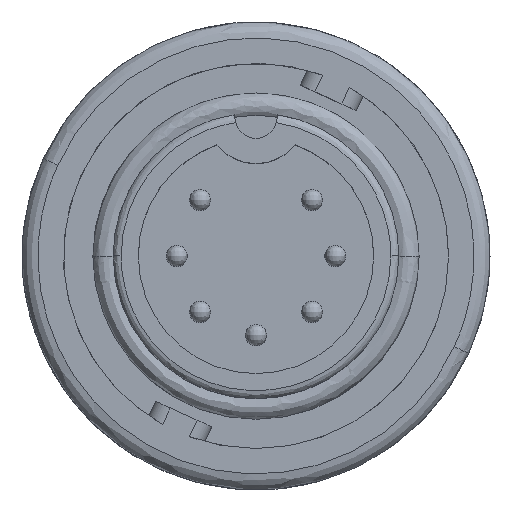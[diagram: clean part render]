
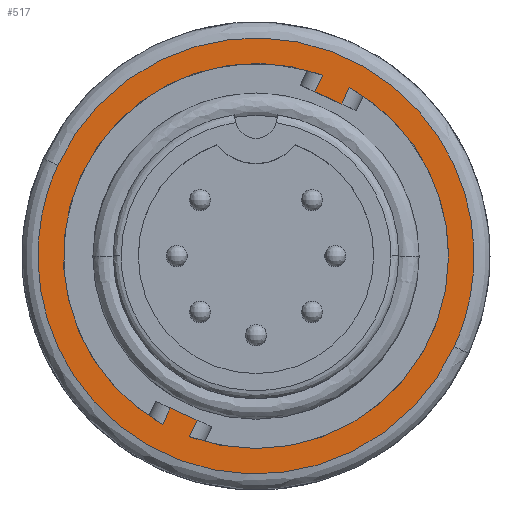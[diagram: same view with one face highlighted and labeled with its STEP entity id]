
A CAD part, top view. The second image highlights one B-rep face of the part: STEP entity #517.
In plain terms, the highlighted planar face has unit normal (0, 0, 1).
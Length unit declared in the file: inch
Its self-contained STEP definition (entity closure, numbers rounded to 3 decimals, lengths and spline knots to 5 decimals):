
#517 = ADVANCED_FACE ( 'NONE', ( #6747, #6643 ), #3618, .T. ) ;
#842 = VERTEX_POINT ( 'NONE', #15461 ) ;
#982 = VERTEX_POINT ( 'NONE', #15373 ) ;
#1102 = VERTEX_POINT ( 'NONE', #16298 ) ;
#1398 = VERTEX_POINT ( 'NONE', #9494 ) ;
#1399 = VERTEX_POINT ( 'NONE', #9493 ) ;
#1554 = VERTEX_POINT ( 'NONE', #9408 ) ;
#1609 = VERTEX_POINT ( 'NONE', #9378 ) ;
#1622 = VERTEX_POINT ( 'NONE', #9369 ) ;
#1632 = VERTEX_POINT ( 'NONE', #9361 ) ;
#1653 = VERTEX_POINT ( 'NONE', #9348 ) ;
#1842 = VERTEX_POINT ( 'NONE', #9246 ) ;
#1928 = LINE ( 'NONE', #13605, #16982 ) ;
#1938 = LINE ( 'NONE', #8730, #16953 ) ;
#1961 = LINE ( 'NONE', #9066, #16583 ) ;
#1991 = LINE ( 'NONE', #13900, #16964 ) ;
#1999 = LINE ( 'NONE', #8738, #16563 ) ;
#2003 = LINE ( 'NONE', #8752, #16436 ) ;
#2785 = EDGE_LOOP ( 'NONE', ( #12334, #12221 ) ) ;
#2874 = EDGE_LOOP ( 'NONE', ( #12367, #12186, #12236, #12264, #12391, #12379, #12436, #12413, #12333 ) ) ;
#3615 = DIRECTION ( 'NONE',  ( 1., 0., 0. ) ) ;
#3616 = DIRECTION ( 'NONE',  ( 0., 0., 1. ) ) ;
#3617 = CARTESIAN_POINT ( 'NONE',  ( 0., 0., -0.08324 ) ) ;
#3618 = PLANE ( 'NONE',  #16851 ) ;
#6643 = FACE_BOUND ( 'NONE', #2874, .T. ) ;
#6747 = FACE_OUTER_BOUND ( 'NONE', #2785, .T. ) ;
#8729 = DIRECTION ( 'NONE',  ( 0.416, 0.909, 0. ) ) ;
#8730 = CARTESIAN_POINT ( 'NONE',  ( 0.16027, 0.28407, -0.08324 ) ) ;
#8737 = DIRECTION ( 'NONE',  ( -0.416, -0.909, 0. ) ) ;
#8738 = CARTESIAN_POINT ( 'NONE',  ( -0.16027, -0.28407, -0.08324 ) ) ;
#8751 = DIRECTION ( 'NONE',  ( -0.909, 0.416, 0. ) ) ;
#8752 = CARTESIAN_POINT ( 'NONE',  ( 0.16027, 0.28407, -0.08324 ) ) ;
#8980 = DIRECTION ( 'NONE',  ( 1., 0., 0. ) ) ;
#8981 = DIRECTION ( 'NONE',  ( 0., 0., -1. ) ) ;
#8982 = CARTESIAN_POINT ( 'NONE',  ( 0., 0., -0.08324 ) ) ;
#9065 = DIRECTION ( 'NONE',  ( 0.416, 0.909, 0. ) ) ;
#9066 = CARTESIAN_POINT ( 'NONE',  ( -0.12439, -0.33783, -0.08324 ) ) ;
#9111 = DIRECTION ( 'NONE',  ( 1., 0., 0. ) ) ;
#9112 = DIRECTION ( 'NONE',  ( 0., 0., -1. ) ) ;
#9113 = CARTESIAN_POINT ( 'NONE',  ( 0., 0., -0.08324 ) ) ;
#9246 = CARTESIAN_POINT ( 'NONE',  ( 0.1744, 0.31493, -0.08324 ) ) ;
#9348 = CARTESIAN_POINT ( 'NONE',  ( 0.11026, 0.30696, -0.08324 ) ) ;
#9361 = CARTESIAN_POINT ( 'NONE',  ( 0.36, 0., -0.08324 ) ) ;
#9369 = CARTESIAN_POINT ( 'NONE',  ( -0.11026, -0.30696, -0.08324 ) ) ;
#9378 = CARTESIAN_POINT ( 'NONE',  ( -0.16027, -0.28407, -0.08324 ) ) ;
#9408 = CARTESIAN_POINT ( 'NONE',  ( 0.16027, 0.28407, -0.08324 ) ) ;
#9493 = CARTESIAN_POINT ( 'NONE',  ( 0.37053, -0.16961, -0.08324 ) ) ;
#9494 = CARTESIAN_POINT ( 'NONE',  ( 0.12439, 0.33783, -0.08324 ) ) ;
#11066 = CARTESIAN_POINT ( 'NONE',  ( -0.37053, 0.16961, -0.08324 ) ) ;
#11067 = CARTESIAN_POINT ( 'NONE',  ( -0.70974, -0.57145, -0.08324 ) ) ;
#11068 = CARTESIAN_POINT ( 'NONE',  ( 0.03131, -0.91066, -0.08324 ) ) ;
#11069 = CARTESIAN_POINT ( 'NONE',  ( 0.37053, -0.16961, -0.08324 ) ) ;
#11673 =( BOUNDED_CURVE ( )  B_SPLINE_CURVE ( 3, ( #11069, #11068, #11067, #11066 ),
 .UNSPECIFIED., .F., .T. ) 
 B_SPLINE_CURVE_WITH_KNOTS ( ( 4, 4 ),
 ( 0., 1. ),
 .UNSPECIFIED. ) 
 CURVE ( )  GEOMETRIC_REPRESENTATION_ITEM ( )  RATIONAL_B_SPLINE_CURVE ( ( 1., 0.333, 0.333, 1. ) ) 
 REPRESENTATION_ITEM ( '' )  );
#11675 =( BOUNDED_CURVE ( )  B_SPLINE_CURVE ( 3, ( #12098, #12097, #12096, #12095 ),
 .UNSPECIFIED., .F., .T. ) 
 B_SPLINE_CURVE_WITH_KNOTS ( ( 4, 4 ),
 ( 0., 1. ),
 .UNSPECIFIED. ) 
 CURVE ( )  GEOMETRIC_REPRESENTATION_ITEM ( )  RATIONAL_B_SPLINE_CURVE ( ( 1., 0.333, 0.333, 1. ) ) 
 REPRESENTATION_ITEM ( '' )  );
#12016 = DIRECTION ( 'NONE',  ( 1., 0., 0. ) ) ;
#12017 = DIRECTION ( 'NONE',  ( 0., 0., -1. ) ) ;
#12018 = CARTESIAN_POINT ( 'NONE',  ( 0., 0., -0.08324 ) ) ;
#12095 = CARTESIAN_POINT ( 'NONE',  ( 0.37053, -0.16961, -0.08324 ) ) ;
#12096 = CARTESIAN_POINT ( 'NONE',  ( 0.70974, 0.57145, -0.08324 ) ) ;
#12097 = CARTESIAN_POINT ( 'NONE',  ( -0.03131, 0.91066, -0.08324 ) ) ;
#12098 = CARTESIAN_POINT ( 'NONE',  ( -0.37053, 0.16961, -0.08324 ) ) ;
#12186 = ORIENTED_EDGE ( 'NONE', *, *, #14409, .T. ) ;
#12221 = ORIENTED_EDGE ( 'NONE', *, *, #14773, .F. ) ;
#12236 = ORIENTED_EDGE ( 'NONE', *, *, #14380, .T. ) ;
#12264 = ORIENTED_EDGE ( 'NONE', *, *, #14390, .T. ) ;
#12333 = ORIENTED_EDGE ( 'NONE', *, *, #14447, .F. ) ;
#12334 = ORIENTED_EDGE ( 'NONE', *, *, #14504, .F. ) ;
#12367 = ORIENTED_EDGE ( 'NONE', *, *, #14452, .T. ) ;
#12379 = ORIENTED_EDGE ( 'NONE', *, *, #14449, .T. ) ;
#12391 = ORIENTED_EDGE ( 'NONE', *, *, #14567, .F. ) ;
#12413 = ORIENTED_EDGE ( 'NONE', *, *, #14585, .T. ) ;
#12436 = ORIENTED_EDGE ( 'NONE', *, *, #14483, .T. ) ;
#13604 = DIRECTION ( 'NONE',  ( -0.416, -0.909, 0. ) ) ;
#13605 = CARTESIAN_POINT ( 'NONE',  ( 0.12439, 0.33783, -0.08324 ) ) ;
#13900 = CARTESIAN_POINT ( 'NONE',  ( -0.16027, -0.28407, -0.08324 ) ) ;
#13985 = DIRECTION ( 'NONE',  ( 0.909, -0.416, 0. ) ) ;
#14380 = EDGE_CURVE ( 'NONE', #1632, #982, #16606, .T. ) ;
#14390 = EDGE_CURVE ( 'NONE', #982, #1622, #1961, .T. ) ;
#14409 = EDGE_CURVE ( 'NONE', #1842, #1632, #16897, .T. ) ;
#14447 = EDGE_CURVE ( 'NONE', #1554, #1653, #2003, .T. ) ;
#14449 = EDGE_CURVE ( 'NONE', #1609, #1102, #1999, .T. ) ;
#14452 = EDGE_CURVE ( 'NONE', #1554, #1842, #1938, .T. ) ;
#14483 = EDGE_CURVE ( 'NONE', #1102, #1398, #16889, .T. ) ;
#14504 = EDGE_CURVE ( 'NONE', #842, #1399, #11675, .T. ) ;
#14567 = EDGE_CURVE ( 'NONE', #1609, #1622, #1991, .T. ) ;
#14585 = EDGE_CURVE ( 'NONE', #1398, #1653, #1928, .T. ) ;
#14773 = EDGE_CURVE ( 'NONE', #1399, #842, #11673, .T. ) ;
#15373 = CARTESIAN_POINT ( 'NONE',  ( -0.12439, -0.33783, -0.08324 ) ) ;
#15461 = CARTESIAN_POINT ( 'NONE',  ( -0.37053, 0.16961, -0.08324 ) ) ;
#16298 = CARTESIAN_POINT ( 'NONE',  ( -0.1744, -0.31493, -0.08324 ) ) ;
#16428 = AXIS2_PLACEMENT_3D ( 'NONE', #9113, #9112, #9111 ) ;
#16436 = VECTOR ( 'NONE', #8751, 39.37008 ) ;
#16563 = VECTOR ( 'NONE', #8737, 39.37008 ) ;
#16583 = VECTOR ( 'NONE', #9065, 39.37008 ) ;
#16606 = CIRCLE ( 'NONE', #16428, 0.36 ) ;
#16622 = AXIS2_PLACEMENT_3D ( 'NONE', #12018, #12017, #12016 ) ;
#16851 = AXIS2_PLACEMENT_3D ( 'NONE', #3617, #3616, #3615 ) ;
#16889 = CIRCLE ( 'NONE', #16622, 0.36 ) ;
#16897 = CIRCLE ( 'NONE', #16933, 0.36 ) ;
#16933 = AXIS2_PLACEMENT_3D ( 'NONE', #8982, #8981, #8980 ) ;
#16953 = VECTOR ( 'NONE', #8729, 39.37008 ) ;
#16964 = VECTOR ( 'NONE', #13985, 39.37008 ) ;
#16982 = VECTOR ( 'NONE', #13604, 39.37008 ) ;
